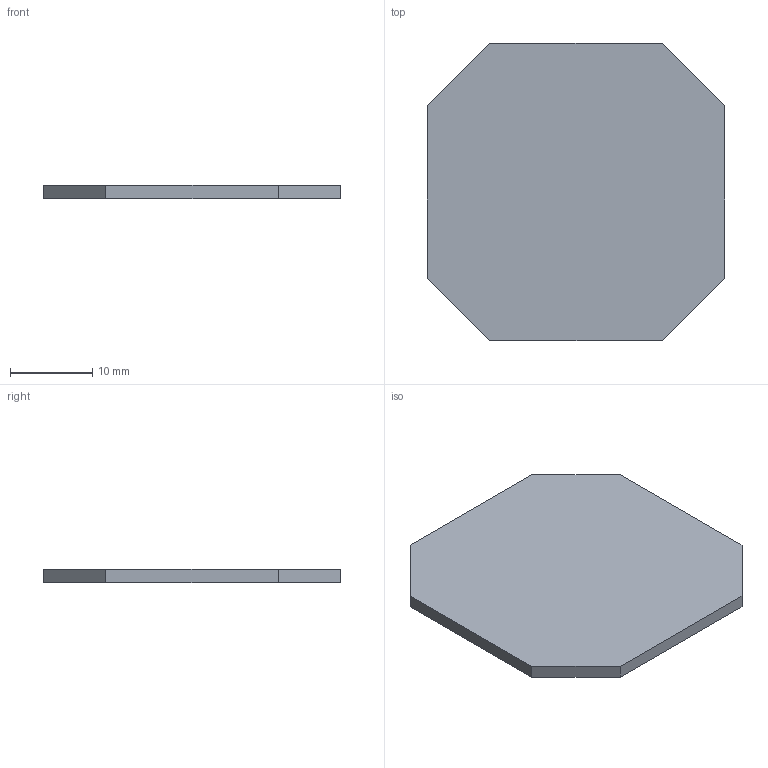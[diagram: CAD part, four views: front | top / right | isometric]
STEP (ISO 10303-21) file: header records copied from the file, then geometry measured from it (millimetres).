
FILE_DESCRIPTION(('KiCad electronic assembly'),'2;1');
FILE_NAME('intersection.STEP','2022-07-15T11:25:31',('Pcbnew'),('Kicad') ,'Open CASCADE STEP processor 7.6','KiCad to STEP converter','Unknown' );
FILE_SCHEMA(('AUTOMOTIVE_DESIGN { 1 0 10303 214 1 1 1 1 }'));
Length unit declared in the file: millimetre
Products named in the file (2): intersection 1; Adafruit NeoPixel 8 Stick PCB
Assembly tree (1 placements, depth 2):
  intersection 1
    Adafruit NeoPixel 8 Stick PCB
Bounding box: 36.24 x 36.24 x 1.6 mm (x, y, z)
Volume: 1915.5 mm3; surface area: 2597.8 mm2
Topology: 1 solids, 1 shells, 10 faces, 24 edges, 16 vertices
Faces by surface type: plane 10
Entity records: 647 total; most frequent: CARTESIAN_POINT 100, DIRECTION 96, LINE 72, VECTOR 72, ORIENTED_EDGE 48, PCURVE 48, DEFINITIONAL_REPRESENTATION 48, EDGE_CURVE 24
